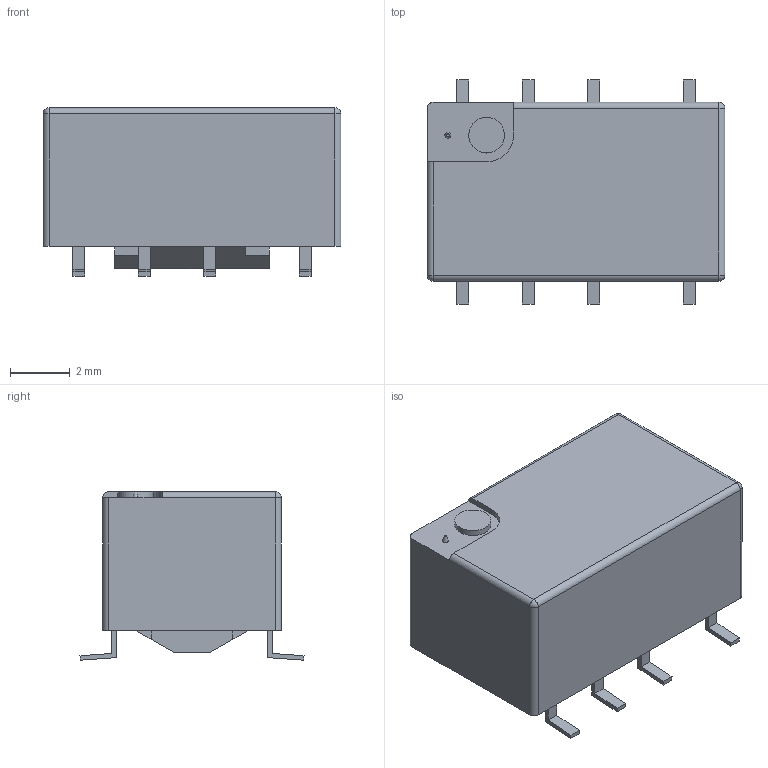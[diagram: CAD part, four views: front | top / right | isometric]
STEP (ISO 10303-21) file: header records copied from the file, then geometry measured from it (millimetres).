
FILE_DESCRIPTION(('STEP AP214'), '1');
FILE_NAME('relay_IM03GR', '', ('UNSPECIFIED'), ('UNSPECIFIED'), 'C3D Converter', 'C3D Toolkit', '');
FILE_SCHEMA(('AUTOMOTIVE_DESIGN { 1 0 10303 214 3 1 1}'));
Length unit declared in the file: millimetre
Bounding box: 10 x 7.52 x 5.65 mm (x, y, z)
Volume: 281.5 mm3; surface area: 303 mm2
Topology: 17 solids, 17 shells, 159 faces, 349 edges, 227 vertices
Faces by surface type: plane 143, cylinder 12, sphere 3, cone 1
Full cylindrical faces by diameter (mm): 0.8 x2, 1.2 x1
Entity records: 5310 total; most frequent: CARTESIAN_POINT 729, DIRECTION 688, ORIENTED_EDGE 684, EDGE_CURVE 342, LINE 316, VECTOR 316, VERTEX_POINT 227, AXIS2_PLACEMENT_3D 186
